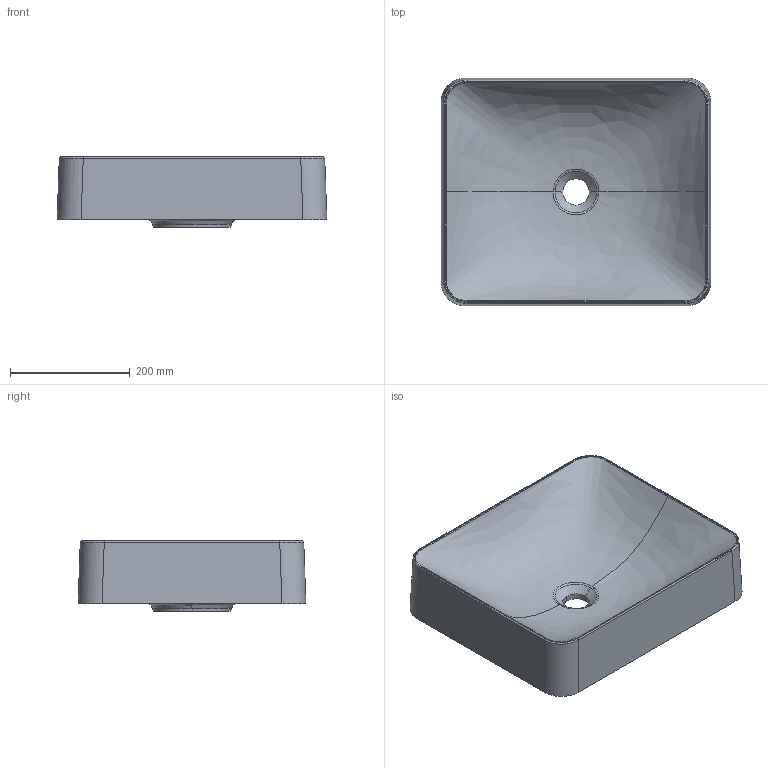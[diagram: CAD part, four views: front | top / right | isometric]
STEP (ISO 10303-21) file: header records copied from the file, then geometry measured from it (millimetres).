
FILE_DESCRIPTION(/* description */ (''),/* implementation_level */ '2;1');
FILE_NAME(/* name */ 'KENDALL 45x38',/* time_stamp */ '2022-08-02T15:51:56+02:00',/* author */ (''),/* organization */ (''),/* preprocessor_version */ 'ST-DEVELOPER v16.5',/* originating_system */ 'Rhino 7.19',/* authorisation */ '');
FILE_SCHEMA (('CONFIG_CONTROL_DESIGN'));
Length unit declared in the file: millimetre
Products named in the file (1): Document
Bounding box: 450 x 380 x 117 mm (x, y, z)
Volume: 4603079.1 mm3; surface area: 642741.1 mm2
Topology: 1 solids, 1 shells, 65 faces, 194 edges, 132 vertices
Faces by surface type: bspline 49, plane 10, cylinder 6
Entity records: 40214 total; most frequent: CARTESIAN_POINT 39004, ORIENTED_EDGE 388, EDGE_CURVE 194, B_SPLINE_CURVE_WITH_KNOTS 146, VERTEX_POINT 132, EDGE_LOOP 68, ADVANCED_FACE 65, FACE_OUTER_BOUND 65
